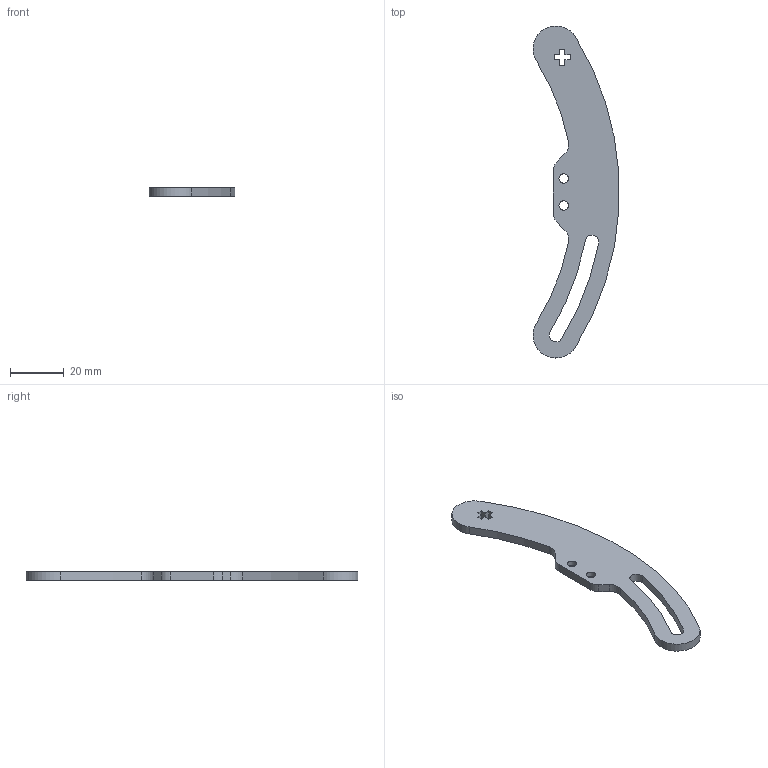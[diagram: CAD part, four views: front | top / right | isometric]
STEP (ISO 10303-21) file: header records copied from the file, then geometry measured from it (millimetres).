
FILE_DESCRIPTION(/* description */ (''),/* implementation_level */ '2;1');
FILE_NAME(/* name */ 'Shifter Paddle Right.step',/* time_stamp */ '2020-07-19T23:06:29-05:00',/* author */ (''),/* organization */ (''),/* preprocessor_version */ 'ST-DEVELOPER v18.1',/* originating_system */ 'Autodesk Translation Framework v9.3.0.1241',/* authorisation */ '');
FILE_SCHEMA (('AUTOMOTIVE_DESIGN { 1 0 10303 214 3 1 1 }'));
Length unit declared in the file: millimetre
Products named in the file (1): Shifter Paddle Right
Bounding box: 31.88 x 123.26 x 3.17 mm (x, y, z)
Volume: 6562.5 mm3; surface area: 5459.6 mm2
Topology: 1 solids, 1 shells, 36 faces, 100 edges, 66 vertices
Faces by surface type: plane 17, cylinder 17, cone 2
Full cylindrical faces by diameter (mm): 3.5 x2
Entity records: 1220 total; most frequent: DIRECTION 210, CARTESIAN_POINT 203, ORIENTED_EDGE 200, EDGE_CURVE 100, AXIS2_PLACEMENT_3D 73, VERTEX_POINT 66, LINE 64, VECTOR 64
